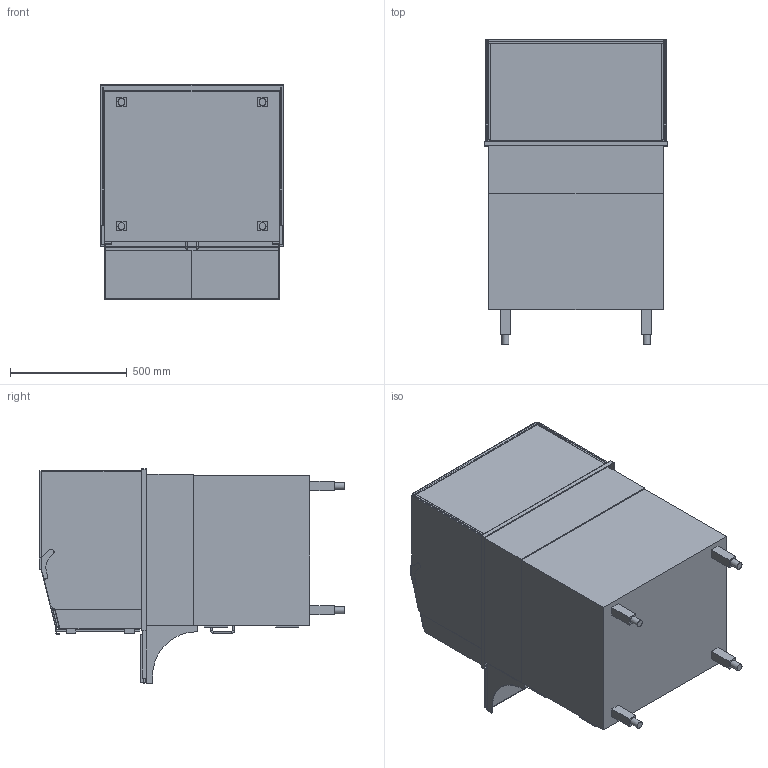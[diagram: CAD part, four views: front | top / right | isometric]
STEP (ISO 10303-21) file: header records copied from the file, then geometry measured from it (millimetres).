
FILE_DESCRIPTION (( 'STEP AP214' ), '1' );
FILE_NAME ('EU535380_Flat Comfort E-78-45.STEP', '2022-06-03T09:14:29', ( '' ), ( '' ), 'SwSTEP 2.0', 'SolidWorks 2017', '' );
FILE_SCHEMA (( 'AUTOMOTIVE_DESIGN' ));
Length unit declared in the file: millimetre
Products named in the file (1): EU535380_Flat Comfort E-78-45
Bounding box: 785 x 1309 x 919 mm (x, y, z)
Volume: 88099432.9 mm3; surface area: 13999045.3 mm2
Topology: 55 solids, 55 shells, 530 faces, 1232 edges, 818 vertices
Faces by surface type: plane 458, cylinder 68, torus 4
Full cylindrical faces by diameter (mm): 8 x6, 30 x4
Entity records: 16134 total; most frequent: CARTESIAN_POINT 2591, ORIENTED_EDGE 2436, DIRECTION 2408, EDGE_CURVE 1218, VECTOR 1074, LINE 1074, VERTEX_POINT 818, AXIS2_PLACEMENT_3D 667
